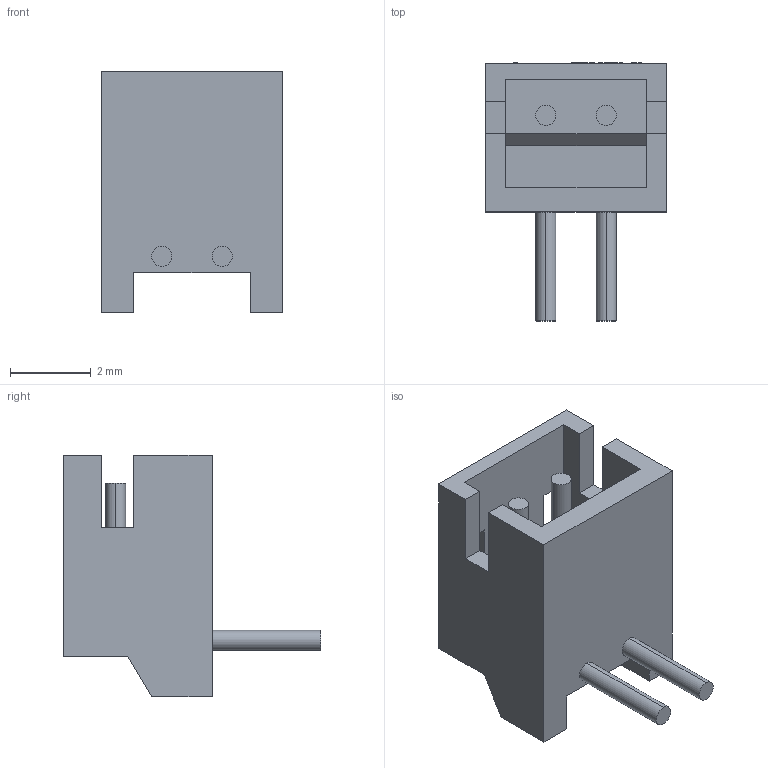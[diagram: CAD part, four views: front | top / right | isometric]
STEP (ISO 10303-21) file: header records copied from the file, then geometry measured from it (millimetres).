
FILE_DESCRIPTION (( 'STEP AP214' ), '1' );
FILE_NAME ('S2B-ZR.STEP', '2022-04-22T05:30:45', ( '' ), ( '' ), 'SwSTEP 2.0', 'SolidWorks 2020', '' );
FILE_SCHEMA (( 'AUTOMOTIVE_DESIGN' ));
Length unit declared in the file: millimetre
Products named in the file (5): JST Logo; Body; Pins; New Marking; S2B-ZR
Assembly tree (4 placements, depth 2):
  S2B-ZR
    Body
    Pins
    New Marking
    JST Logo
Bounding box: 4.5 x 6.4 x 6 mm (x, y, z)
Volume: 55.1 mm3; surface area: 190.7 mm2
Topology: 9 solids, 9 shells, 104 faces, 268 edges, 178 vertices
Faces by surface type: plane 65, bspline 31, cylinder 8
Entity records: 3551 total; most frequent: CARTESIAN_POINT 966, ORIENTED_EDGE 536, DIRECTION 380, EDGE_CURVE 268, VECTOR 188, LINE 188, VERTEX_POINT 178, EDGE_LOOP 104
